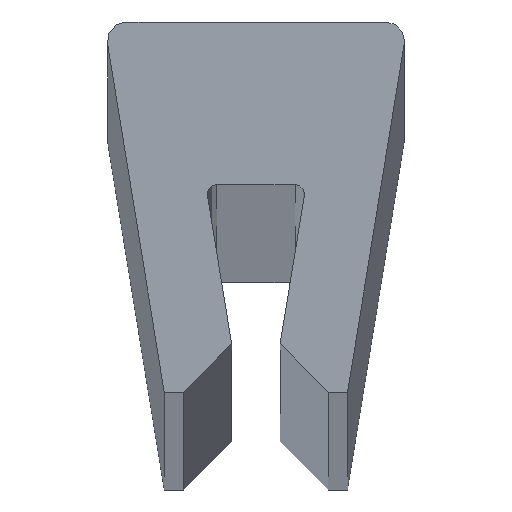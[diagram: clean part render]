
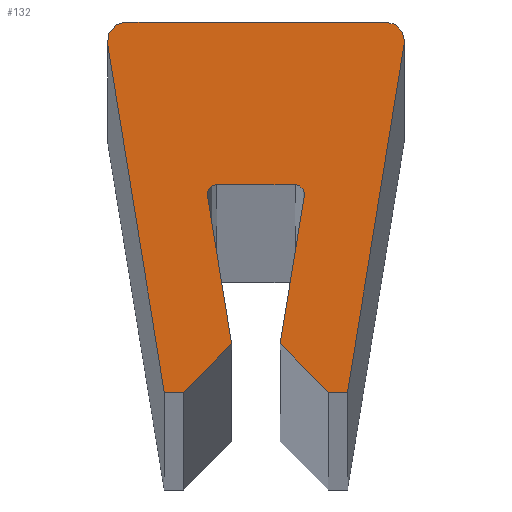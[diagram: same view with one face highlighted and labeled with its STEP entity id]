
A CAD part, top view. The second image highlights one B-rep face of the part: STEP entity #132.
In plain terms, the highlighted planar face has unit normal (0, 0, 1).
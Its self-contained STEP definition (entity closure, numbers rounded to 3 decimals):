
#2 = DIRECTION ( 'NONE',  ( 1., 0., 0. ) ) ;
#4 = DIRECTION ( 'NONE',  ( 0.707, 0.707, 0. ) ) ;
#12 = ORIENTED_EDGE ( 'NONE', *, *, #569, .T. ) ;
#15 = VERTEX_POINT ( 'NONE', #18 ) ;
#18 = CARTESIAN_POINT ( 'NONE',  ( 6.95, 19.8, 0. ) ) ;
#19 = EDGE_CURVE ( 'NONE', #549, #15, #563, .T. ) ;
#22 = CARTESIAN_POINT ( 'NONE',  ( 2.6, 10.6, 0. ) ) ;
#23 = VERTEX_POINT ( 'NONE', #586 ) ;
#24 = EDGE_CURVE ( 'NONE', #479, #488, #588, .T. ) ;
#29 = VECTOR ( 'NONE', #86, 1000. ) ;
#40 = CARTESIAN_POINT ( 'NONE',  ( -4.901, 0., 0. ) ) ;
#41 = ORIENTED_EDGE ( 'NONE', *, *, #329, .T. ) ;
#46 = ORIENTED_EDGE ( 'NONE', *, *, #24, .T. ) ;
#48 = VERTEX_POINT ( 'NONE', #243 ) ;
#57 = DIRECTION ( 'NONE',  ( 0.707, -0.707, 0. ) ) ;
#58 = AXIS2_PLACEMENT_3D ( 'NONE', #414, #366, #176 ) ;
#60 = CARTESIAN_POINT ( 'NONE',  ( 2.1, 10.6, 0. ) ) ;
#62 = VERTEX_POINT ( 'NONE', #424 ) ;
#68 = EDGE_CURVE ( 'NONE', #296, #48, #372, .T. ) ;
#70 = AXIS2_PLACEMENT_3D ( 'NONE', #174, #224, #127 ) ;
#85 = CARTESIAN_POINT ( 'NONE',  ( -2.1, 10.6, 0. ) ) ;
#86 = DIRECTION ( 'NONE',  ( -0.161, 0.987, 0. ) ) ;
#91 = ORIENTED_EDGE ( 'NONE', *, *, #173, .T. ) ;
#93 = EDGE_CURVE ( 'NONE', #48, #233, #281, .T. ) ;
#99 = EDGE_CURVE ( 'NONE', #559, #307, #480, .T. ) ;
#101 = CARTESIAN_POINT ( 'NONE',  ( 1.3, 2.577, 0. ) ) ;
#111 = CARTESIAN_POINT ( 'NONE',  ( 3.877, 0., 0. ) ) ;
#116 = CIRCLE ( 'NONE', #462, 0.5 ) ;
#124 = VECTOR ( 'NONE', #445, 1000. ) ;
#127 = DIRECTION ( 'NONE',  ( -1., 0., 0. ) ) ;
#132 = ADVANCED_FACE ( 'NONE', ( #550 ), #606, .F. ) ;
#133 = VECTOR ( 'NONE', #183, 1000. ) ;
#136 = EDGE_CURVE ( 'NONE', #62, #394, #232, .T. ) ;
#152 = LINE ( 'NONE', #527, #348 ) ;
#154 = LINE ( 'NONE', #262, #124 ) ;
#163 = CARTESIAN_POINT ( 'NONE',  ( 2.593, 10.52, 0. ) ) ;
#164 = DIRECTION ( 'NONE',  ( 0.161, -0.987, 0. ) ) ;
#173 = EDGE_CURVE ( 'NONE', #488, #296, #464, .T. ) ;
#174 = CARTESIAN_POINT ( 'NONE',  ( 6.95, 18.8, 0. ) ) ;
#176 = DIRECTION ( 'NONE',  ( 1., 0., 0. ) ) ;
#182 = DIRECTION ( 'NONE',  ( -1., 0., 0. ) ) ;
#183 = DIRECTION ( 'NONE',  ( 1., 0., 0. ) ) ;
#194 = EDGE_CURVE ( 'NONE', #207, #420, #536, .T. ) ;
#196 = LINE ( 'NONE', #415, #469 ) ;
#198 = VECTOR ( 'NONE', #164, 1000. ) ;
#199 = DIRECTION ( 'NONE',  ( 0., 0., -1. ) ) ;
#203 = VERTEX_POINT ( 'NONE', #111 ) ;
#207 = VERTEX_POINT ( 'NONE', #250 ) ;
#209 = CARTESIAN_POINT ( 'NONE',  ( 7.95, 18.8, 0. ) ) ;
#212 = DIRECTION ( 'NONE',  ( -0.161, -0.987, 0. ) ) ;
#224 = DIRECTION ( 'NONE',  ( 0., 0., -1. ) ) ;
#229 = CIRCLE ( 'NONE', #395, 1. ) ;
#232 = LINE ( 'NONE', #410, #336 ) ;
#233 = VERTEX_POINT ( 'NONE', #574 ) ;
#239 = AXIS2_PLACEMENT_3D ( 'NONE', #60, #199, #256 ) ;
#243 = CARTESIAN_POINT ( 'NONE',  ( -1.3, 2.577, 0. ) ) ;
#246 = VERTEX_POINT ( 'NONE', #101 ) ;
#250 = CARTESIAN_POINT ( 'NONE',  ( -2.1, 11.1, 0. ) ) ;
#255 = EDGE_CURVE ( 'NONE', #394, #549, #376, .T. ) ;
#256 = DIRECTION ( 'NONE',  ( 1., 0., 0. ) ) ;
#262 = CARTESIAN_POINT ( 'NONE',  ( 4.901, 0., 0. ) ) ;
#267 = EDGE_CURVE ( 'NONE', #420, #559, #322, .T. ) ;
#272 = ORIENTED_EDGE ( 'NONE', *, *, #99, .T. ) ;
#274 = EDGE_CURVE ( 'NONE', #203, #62, #154, .T. ) ;
#281 = LINE ( 'NONE', #416, #29 ) ;
#286 = DIRECTION ( 'NONE',  ( 0.161, 0.987, 0. ) ) ;
#294 = CARTESIAN_POINT ( 'NONE',  ( 6.95, 18.8, 0. ) ) ;
#296 = VERTEX_POINT ( 'NONE', #584 ) ;
#299 = ORIENTED_EDGE ( 'NONE', *, *, #255, .T. ) ;
#307 = VERTEX_POINT ( 'NONE', #163 ) ;
#316 = CARTESIAN_POINT ( 'NONE',  ( 6.95, 18.8, 0. ) ) ;
#322 = CIRCLE ( 'NONE', #239, 0.5 ) ;
#326 = CARTESIAN_POINT ( 'NONE',  ( 7.937, 18.639, 0. ) ) ;
#329 = EDGE_CURVE ( 'NONE', #23, #479, #229, .T. ) ;
#332 = EDGE_CURVE ( 'NONE', #15, #23, #196, .T. ) ;
#335 = ORIENTED_EDGE ( 'NONE', *, *, #457, .T. ) ;
#336 = VECTOR ( 'NONE', #286, 1000. ) ;
#337 = VECTOR ( 'NONE', #57, 1000. ) ;
#338 = DIRECTION ( 'NONE',  ( 1., 0., 0. ) ) ;
#343 = ORIENTED_EDGE ( 'NONE', *, *, #332, .T. ) ;
#346 = ORIENTED_EDGE ( 'NONE', *, *, #136, .T. ) ;
#348 = VECTOR ( 'NONE', #212, 1000. ) ;
#354 = CARTESIAN_POINT ( 'NONE',  ( -7.937, 18.639, 0. ) ) ;
#359 = AXIS2_PLACEMENT_3D ( 'NONE', #294, #474, #482 ) ;
#360 = DIRECTION ( 'NONE',  ( -1., 0., 0. ) ) ;
#364 = CARTESIAN_POINT ( 'NONE',  ( -3.877, 0., 0. ) ) ;
#366 = DIRECTION ( 'NONE',  ( 0., 0., -1. ) ) ;
#372 = LINE ( 'NONE', #364, #601 ) ;
#375 = ORIENTED_EDGE ( 'NONE', *, *, #412, .T. ) ;
#376 = CIRCLE ( 'NONE', #359, 1. ) ;
#382 = CARTESIAN_POINT ( 'NONE',  ( -7.937, 18.639, 0. ) ) ;
#388 = CARTESIAN_POINT ( 'NONE',  ( 2.1, 11.1, 0. ) ) ;
#394 = VERTEX_POINT ( 'NONE', #326 ) ;
#395 = AXIS2_PLACEMENT_3D ( 'NONE', #564, #605, #2 ) ;
#399 = DIRECTION ( 'NONE',  ( 0., 0., 1. ) ) ;
#405 = ORIENTED_EDGE ( 'NONE', *, *, #194, .T. ) ;
#406 = AXIS2_PLACEMENT_3D ( 'NONE', #316, #399, #360 ) ;
#410 = CARTESIAN_POINT ( 'NONE',  ( 7.937, 18.639, 0. ) ) ;
#412 = EDGE_CURVE ( 'NONE', #233, #207, #116, .T. ) ;
#414 = CARTESIAN_POINT ( 'NONE',  ( 2.1, 10.6, 0. ) ) ;
#415 = CARTESIAN_POINT ( 'NONE',  ( -6.95, 19.8, 0. ) ) ;
#416 = CARTESIAN_POINT ( 'NONE',  ( -1.3, 2.577, 0. ) ) ;
#420 = VERTEX_POINT ( 'NONE', #554 ) ;
#423 = ORIENTED_EDGE ( 'NONE', *, *, #68, .T. ) ;
#424 = CARTESIAN_POINT ( 'NONE',  ( 4.901, 0., 0. ) ) ;
#445 = DIRECTION ( 'NONE',  ( 1., 0., 0. ) ) ;
#448 = ORIENTED_EDGE ( 'NONE', *, *, #274, .T. ) ;
#457 = EDGE_CURVE ( 'NONE', #246, #203, #483, .T. ) ;
#462 = AXIS2_PLACEMENT_3D ( 'NONE', #85, #467, #468 ) ;
#464 = LINE ( 'NONE', #40, #133 ) ;
#467 = DIRECTION ( 'NONE',  ( 0., 0., -1. ) ) ;
#468 = DIRECTION ( 'NONE',  ( -1., 0., 0. ) ) ;
#469 = VECTOR ( 'NONE', #182, 1000. ) ;
#470 = EDGE_LOOP ( 'NONE', ( #299, #491, #343, #41, #46, #91, #423, #535, #375, #405, #525, #272, #12, #335, #448, #346 ) ) ;
#474 = DIRECTION ( 'NONE',  ( 0., 0., 1. ) ) ;
#479 = VERTEX_POINT ( 'NONE', #382 ) ;
#480 = CIRCLE ( 'NONE', #58, 0.5 ) ;
#482 = DIRECTION ( 'NONE',  ( -1., 0., 0. ) ) ;
#483 = LINE ( 'NONE', #487, #337 ) ;
#487 = CARTESIAN_POINT ( 'NONE',  ( 3.877, 0., 0. ) ) ;
#488 = VERTEX_POINT ( 'NONE', #537 ) ;
#491 = ORIENTED_EDGE ( 'NONE', *, *, #19, .T. ) ;
#525 = ORIENTED_EDGE ( 'NONE', *, *, #267, .T. ) ;
#527 = CARTESIAN_POINT ( 'NONE',  ( 1.3, 2.577, 0. ) ) ;
#535 = ORIENTED_EDGE ( 'NONE', *, *, #93, .T. ) ;
#536 = LINE ( 'NONE', #388, #583 ) ;
#537 = CARTESIAN_POINT ( 'NONE',  ( -4.901, 0., 0. ) ) ;
#549 = VERTEX_POINT ( 'NONE', #209 ) ;
#550 = FACE_OUTER_BOUND ( 'NONE', #470, .T. ) ;
#554 = CARTESIAN_POINT ( 'NONE',  ( 2.1, 11.1, 0. ) ) ;
#559 = VERTEX_POINT ( 'NONE', #22 ) ;
#563 = CIRCLE ( 'NONE', #406, 1. ) ;
#564 = CARTESIAN_POINT ( 'NONE',  ( -6.95, 18.8, 0. ) ) ;
#569 = EDGE_CURVE ( 'NONE', #307, #246, #152, .T. ) ;
#574 = CARTESIAN_POINT ( 'NONE',  ( -2.593, 10.52, 0. ) ) ;
#583 = VECTOR ( 'NONE', #338, 1000. ) ;
#584 = CARTESIAN_POINT ( 'NONE',  ( -3.877, 0., 0. ) ) ;
#586 = CARTESIAN_POINT ( 'NONE',  ( -6.95, 19.8, 0. ) ) ;
#588 = LINE ( 'NONE', #354, #198 ) ;
#601 = VECTOR ( 'NONE', #4, 1000. ) ;
#605 = DIRECTION ( 'NONE',  ( 0., 0., 1. ) ) ;
#606 = PLANE ( 'NONE',  #70 ) ;
